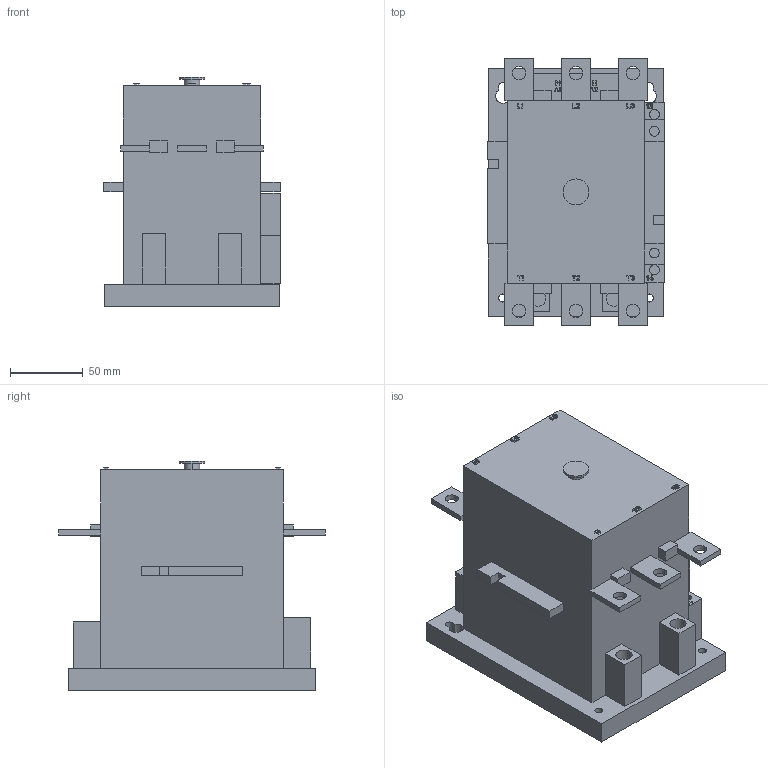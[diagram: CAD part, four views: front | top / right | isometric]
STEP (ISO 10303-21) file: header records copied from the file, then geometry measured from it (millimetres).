
FILE_DESCRIPTION((''),'2;1');
FILE_NAME('320716','2015-07-14T',('kleis'),('Rockwell Automation'),'PRO/ENGINEER BY PARAMETRIC TECHNOLOGY CORPORATION, 2012480','PRO/ENGINEER BY PARAMETRIC TECHNOLOGY CORPORATION, 2012480','');
FILE_SCHEMA(('CONFIG_CONTROL_DESIGN'));
Length unit declared in the file: inch
Products named in the file (1): 320716
Bounding box: 120.97 x 183 x 157.06 mm (x, y, z)
Volume: 2089563.2 mm3; surface area: 135095.8 mm2
Topology: 1 solids, 1 shells, 645 faces, 1784 edges, 1182 vertices
Faces by surface type: plane 609, cylinder 36
Entity records: 20260 total; most frequent: CARTESIAN_POINT 3611, ORIENTED_EDGE 3568, DIRECTION 3152, EDGE_CURVE 1784, VECTOR 1706, LINE 1706, VERTEX_POINT 1182, AXIS2_PLACEMENT_3D 723
